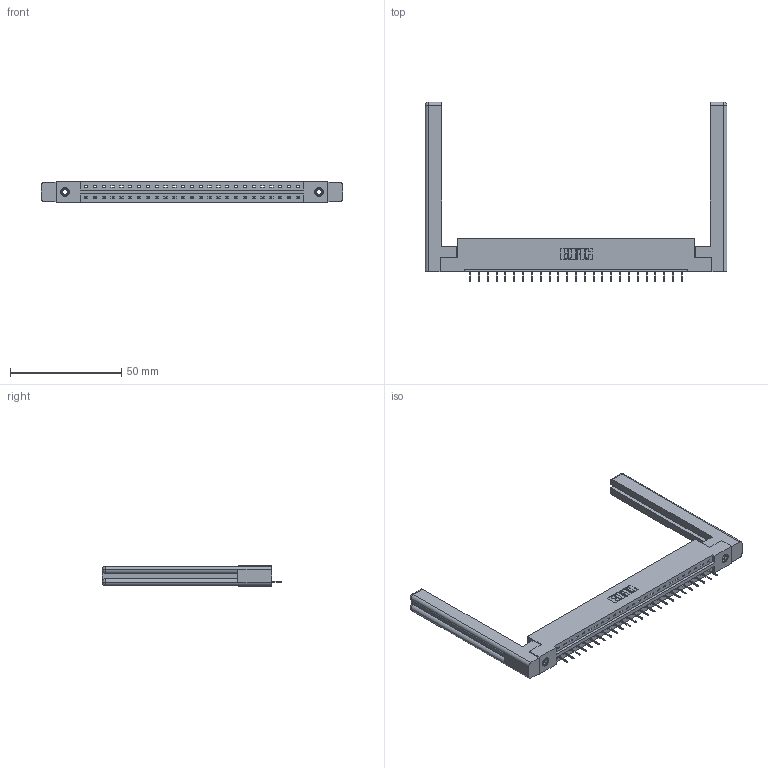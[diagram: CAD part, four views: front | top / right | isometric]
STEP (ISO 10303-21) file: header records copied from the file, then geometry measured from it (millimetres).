
FILE_DESCRIPTION (( 'STEP AP203' ), '1' );
FILE_NAME ('337-025-524-158.STEP', '2019-09-30T17:36:19', ( '' ), ( '' ), 'SwSTEP 2.0', 'SolidWorks 2016', '' );
FILE_SCHEMA (( 'CONFIG_CONTROL_DESIGN' ));
Length unit declared in the file: inch
Products named in the file (5): 337-025-524-158; 345-250-001_345-250-001-102; 307-220-058; 345-292-001_345-293-124; 337 Part_Flush Mounting Lugs - 0.156 Dia-TI
Assembly tree (30 placements, depth 2):
  337-025-524-158
    337 Part_Flush Mounting Lugs - 0.156 Dia-TI
    345-292-001_345-293-124  x25
    345-250-001_345-250-001-102  x2
    307-220-058  x2
Bounding box: 135.69 x 80.78 x 9.4 mm (x, y, z)
Volume: 20953 mm3; surface area: 19022.2 mm2
Topology: 30 solids, 30 shells, 1906 faces, 5465 edges, 3530 vertices
Faces by surface type: plane 1454, cylinder 428, cone 12, torus 12
Entity records: 23490 total; most frequent: CARTESIAN_POINT 4088, ORIENTED_EDGE 3988, DIRECTION 3496, EDGE_CURVE 1994, VECTOR 1822, LINE 1822, VERTEX_POINT 1318, AXIS2_PLACEMENT_3D 837
